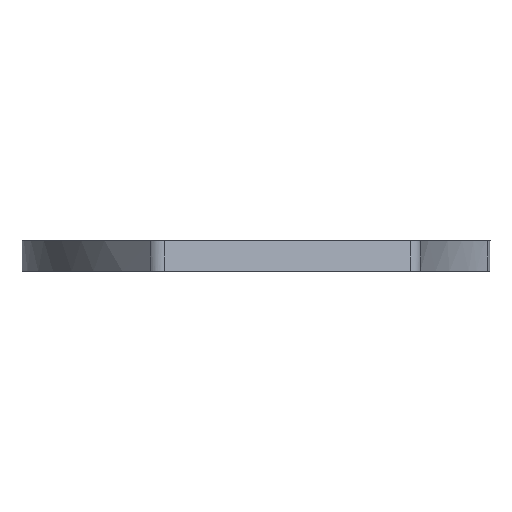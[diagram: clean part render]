
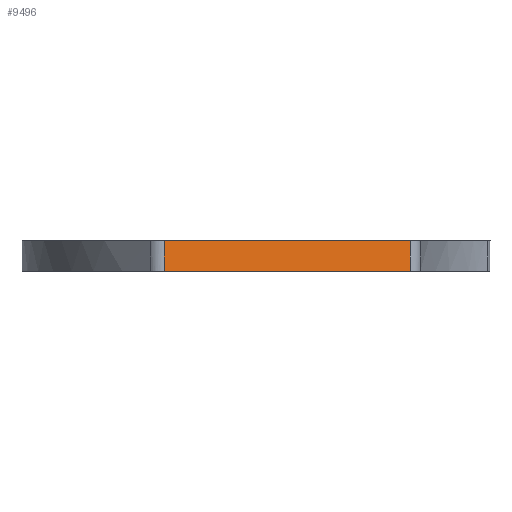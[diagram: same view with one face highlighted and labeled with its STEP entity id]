
A CAD part, left-side view. The second image highlights one B-rep face of the part: STEP entity #9496.
In plain terms, the highlighted planar face has unit normal (-0.961, -0.276, 0).
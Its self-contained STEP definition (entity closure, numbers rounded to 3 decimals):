
#479=LINE('',#14880,#1454);
#502=LINE('',#15200,#1477);
#503=LINE('',#15213,#1478);
#504=LINE('',#15214,#1479);
#1454=VECTOR('',#11709,10.);
#1477=VECTOR('',#11750,10.);
#1478=VECTOR('',#11753,10.);
#1479=VECTOR('',#11754,10.);
#2422=FACE_OUTER_BOUND('',#2948,.T.);
#2948=EDGE_LOOP('',(#6981,#6982,#6983,#6984));
#4240=VERTEX_POINT('',#14865);
#4241=VERTEX_POINT('',#14879);
#4274=VERTEX_POINT('',#15199);
#4275=VERTEX_POINT('',#15212);
#5303=EDGE_CURVE('',#4241,#4240,#479,.T.);
#5342=EDGE_CURVE('',#4241,#4274,#502,.T.);
#5344=EDGE_CURVE('',#4240,#4275,#503,.T.);
#5345=EDGE_CURVE('',#4275,#4274,#504,.T.);
#6981=ORIENTED_EDGE('',*,*,#5303,.T.);
#6982=ORIENTED_EDGE('',*,*,#5344,.T.);
#6983=ORIENTED_EDGE('',*,*,#5345,.T.);
#6984=ORIENTED_EDGE('',*,*,#5342,.F.);
#9176=PLANE('',#10210);
#9496=ADVANCED_FACE('',(#2422),#9176,.F.);
#10210=AXIS2_PLACEMENT_3D('',#15211,#11751,#11752);
#11709=DIRECTION('',(0.276,-0.961,0.));
#11750=DIRECTION('',(0.,0.,1.));
#11751=DIRECTION('center_axis',(0.961,0.276,0.));
#11752=DIRECTION('ref_axis',(-0.276,0.961,0.));
#11753=DIRECTION('',(0.,0.,1.));
#11754=DIRECTION('',(-0.276,0.961,0.));
#14865=CARTESIAN_POINT('',(183.743,-124.054,-2.15));
#14879=CARTESIAN_POINT('',(170.076,-76.424,-2.15));
#14880=CARTESIAN_POINT('',(181.511,-116.274,-2.15));
#15199=CARTESIAN_POINT('',(170.076,-76.424,3.83));
#15200=CARTESIAN_POINT('',(170.076,-76.424,2.83));
#15211=CARTESIAN_POINT('Origin',(183.743,-124.054,2.83));
#15212=CARTESIAN_POINT('',(183.743,-124.054,3.83));
#15213=CARTESIAN_POINT('',(183.743,-124.054,2.83));
#15214=CARTESIAN_POINT('',(183.743,-124.054,3.83));
